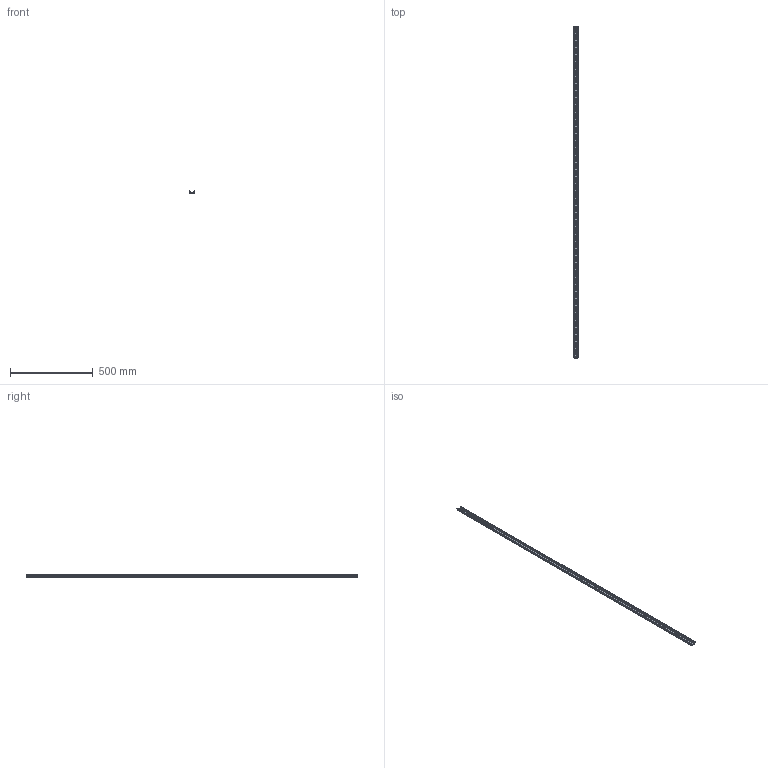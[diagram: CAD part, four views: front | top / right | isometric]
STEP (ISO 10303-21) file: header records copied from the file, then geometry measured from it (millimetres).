
FILE_DESCRIPTION(/* description */ ('Hutschiene mit 7mm Punktlinie'),/* implementation_level */ '2;1');
FILE_NAME(/* name */ '2027.0_TS_35X15_UGL.stp',/* time_stamp */ '2023-11-28T07:51:30+01:00',/* author */ ('Bettina.Cossmann'),/* organization */ (''),/* preprocessor_version */ 'ST-DEVELOPER v19.2',/* originating_system */ 'Autodesk Inventor 2023',/* authorisation */ '');
FILE_SCHEMA (('AUTOMOTIVE_DESIGN { 1 0 10303 214 3 1 1 }'));
Length unit declared in the file: millimetre
Products named in the file (1): PR4006-U08
Bounding box: 35 x 2000 x 15 mm (x, y, z)
Volume: 174083.7 mm3; surface area: 239083.1 mm2
Topology: 1 solids, 1 shells, 596 faces, 927 edges, 618 vertices
Faces by surface type: plane 302, bspline 286, cylinder 8
Entity records: 20269 total; most frequent: CARTESIAN_POINT 9566, DIRECTION 2424, ORIENTED_EDGE 1854, AXIS2_PLACEMENT_3D 1186, EDGE_CURVE 927, EDGE_LOOP 881, CIRCLE 875, VERTEX_POINT 618
